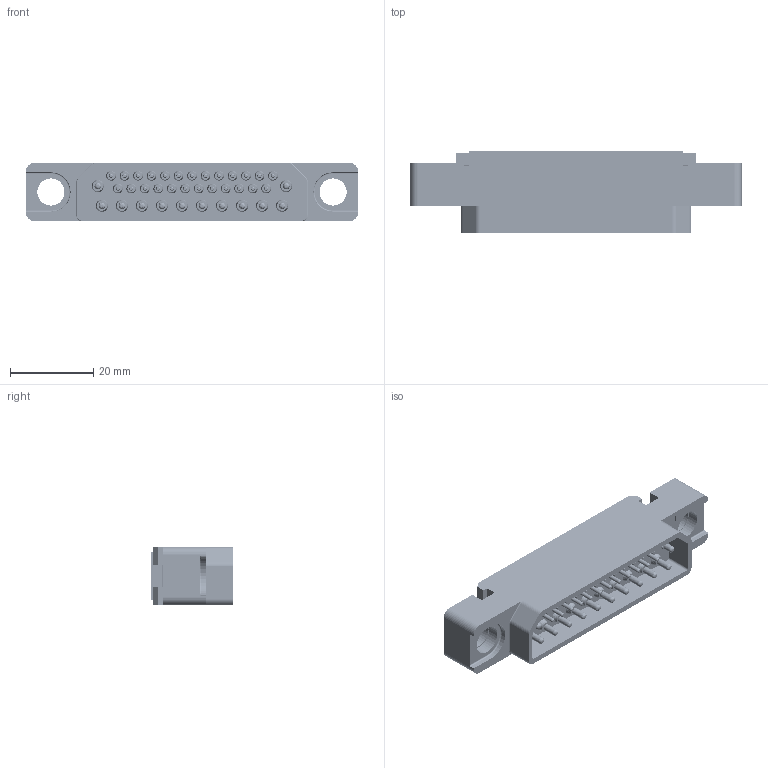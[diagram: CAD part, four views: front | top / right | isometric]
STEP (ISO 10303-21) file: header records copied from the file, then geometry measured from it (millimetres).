
FILE_DESCRIPTION((''),'2;1');
FILE_NAME('1900ND09P2X00D','2020-08-03T',('presta_be4'),(''),'CREO PARAMETRIC BY PTC INC, 2018360','CREO PARAMETRIC BY PTC INC, 2018360','');
FILE_SCHEMA(('CONFIG_CONTROL_DESIGN'));
Products named in the file (1): 1900ND09P2X00D
Bounding box: 80 x 19.55 x 14 mm (x, y, z)
Volume: 11503.4 mm3; surface area: 18684.7 mm2
Topology: 13 solids, 13 shells, 4871 faces, 13224 edges, 8281 vertices
Faces by surface type: plane 2059, cylinder 1190, cone 1034, torus 514, sphere 50, bspline 24
Entity records: 163950 total; most frequent: CARTESIAN_POINT 41824, ORIENTED_EDGE 26300, DIRECTION 25138, EDGE_CURVE 13150, AXIS2_PLACEMENT_3D 9597, VERTEX_POINT 8281, VECTOR 5944, LINE 5944
